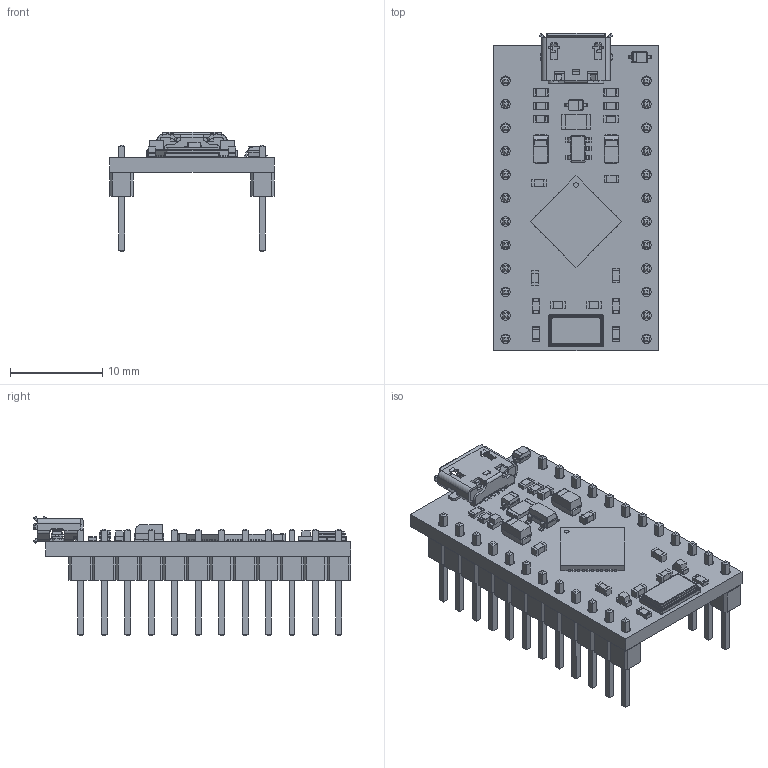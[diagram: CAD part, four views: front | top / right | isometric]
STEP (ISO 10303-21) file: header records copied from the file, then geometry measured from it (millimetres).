
FILE_DESCRIPTION(('KiCad electronic assembly'),'2;1');
FILE_NAME('ABSIS_Pro_Micro.step','2024-10-20T10:19:01',('Pcbnew'),( 'Kicad'),'Open CASCADE STEP processor 7.8','KiCad to STEP converter' ,'Unknown');
FILE_SCHEMA(('AUTOMOTIVE_DESIGN { 1 0 10303 214 1 1 1 1 }'));
Length unit declared in the file: millimetre
Products named in the file (24): ABSIS_Pro_Micro 1; C_0603_1608Metric; CP_EIA-3216-18_Kemet-A; CP_EIA_3216_18_Kemet_A; R_0603_1608Metric; LED_0603_1608Metric; SOT-23-5; SOT_23_5; QFN-44-1EP_7x7mm_P0.5mm_EP5.15x5.15mm; QFN-44-1EP_7x7mm_Pitch0.5mm; Crystal_SMD_0603-4Pin_6.0x3.5mm; SMD_0603_4Pin; USB_Micro-B_Molex_47346-0001; Fuse_1206_3216Metric; D_SOD-323; D_SOD_323; PinHeader_1x12_P2.54mm_Vertical; PinHeader_1x12_P254mm_Vertical; _autosave-ABSIS_Pro_Micro_PCB
Assembly tree (39 placements, depth 3):
  ABSIS_Pro_Micro 1
    C_0603_1608Metric  x7
      C_0603_1608Metric
    CP_EIA-3216-18_Kemet-A  x2
      CP_EIA_3216_18_Kemet_A
    R_0603_1608Metric  x6
      R_0603_1608Metric
    LED_0603_1608Metric  x3
      LED_0603_1608Metric
    SOT-23-5
      SOT_23_5
    QFN-44-1EP_7x7mm_P0.5mm_EP5.15x5.15mm
      QFN-44-1EP_7x7mm_Pitch0.5mm
    Crystal_SMD_0603-4Pin_6.0x3.5mm
      SMD_0603_4Pin
    USB_Micro-B_Molex_47346-0001
      USB_Micro-B_Molex_47346-0001
    Fuse_1206_3216Metric
      Fuse_1206_3216Metric
    D_SOD-323  x2
      D_SOD_323
    PinHeader_1x12_P2.54mm_Vertical  x2
      PinHeader_1x12_P254mm_Vertical
    _autosave-ABSIS_Pro_Micro_PCB
Bounding box: 17.78 x 34.34 x 12.94 mm (x, y, z)
Volume: 1521 mm3; surface area: 3273.1 mm2
Topology: 28 solids, 28 shells, 2405 faces, 6368 edges, 4074 vertices
Faces by surface type: plane 1792, cylinder 474, bspline 99, torus 36, sphere 4
Full cylindrical faces by diameter (mm): 0.5 x1, 0.85 x2, 1.016 x24
Entity records: 62863 total; most frequent: CARTESIAN_POINT 10708, ORIENTED_EDGE 8692, DIRECTION 8125, EDGE_CURVE 4346, LINE 3483, VECTOR 3483, VERTEX_POINT 2786, AXIS2_PLACEMENT_3D 2321
